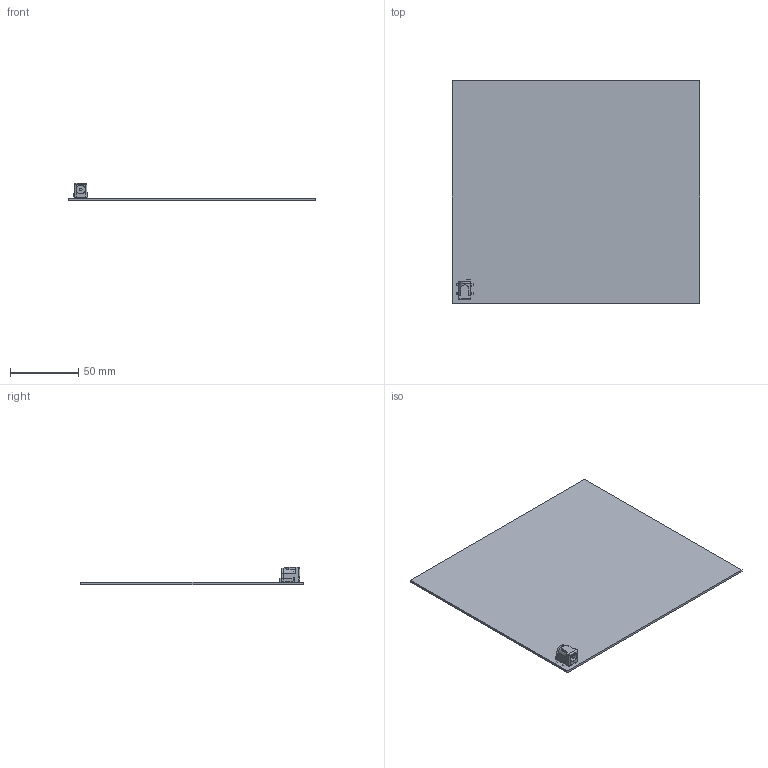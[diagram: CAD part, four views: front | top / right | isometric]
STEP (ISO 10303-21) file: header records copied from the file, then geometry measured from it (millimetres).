
FILE_DESCRIPTION(('Open CASCADE Model'),'2;1');
FILE_NAME('Open CASCADE Shape Model','2018-01-03T16:15:45',('Author'),( 'Open CASCADE'),'Open CASCADE STEP processor 6.5','Open CASCADE 6.5' ,'Unknown');
FILE_SCHEMA(('AUTOMOTIVE_DESIGN { 1 0 10303 214 1 1 1 1 }'));
Length unit declared in the file: millimetre
Products named in the file (12): PCB; Board; J1; pj-002ah-smt; 1388269632; Extruded
Assembly tree (11 placements, depth 4):
  PCB
    Board
    J1
      pj-002ah-smt
      pj-002ah-smt
      pj-002ah-smt
      pj-002ah-smt
      pj-002ah-smt
      pj-002ah-smt
      pj-002ah-smt
      1388269632
        Extruded
Bounding box: 180.85 x 162.35 x 12.65 mm (x, y, z)
Volume: 49570 mm3; surface area: 61203.8 mm2
Topology: 9 solids, 9 shells, 142 faces, 336 edges, 215 vertices
Faces by surface type: plane 105, cylinder 29, bspline 6, sphere 2
Entity records: 10338 total; most frequent: CARTESIAN_POINT 2664, DIRECTION 1155, LINE 721, VECTOR 721, ORIENTED_EDGE 664, PCURVE 664, DEFINITIONAL_REPRESENTATION 664, EDGE_CURVE 332
